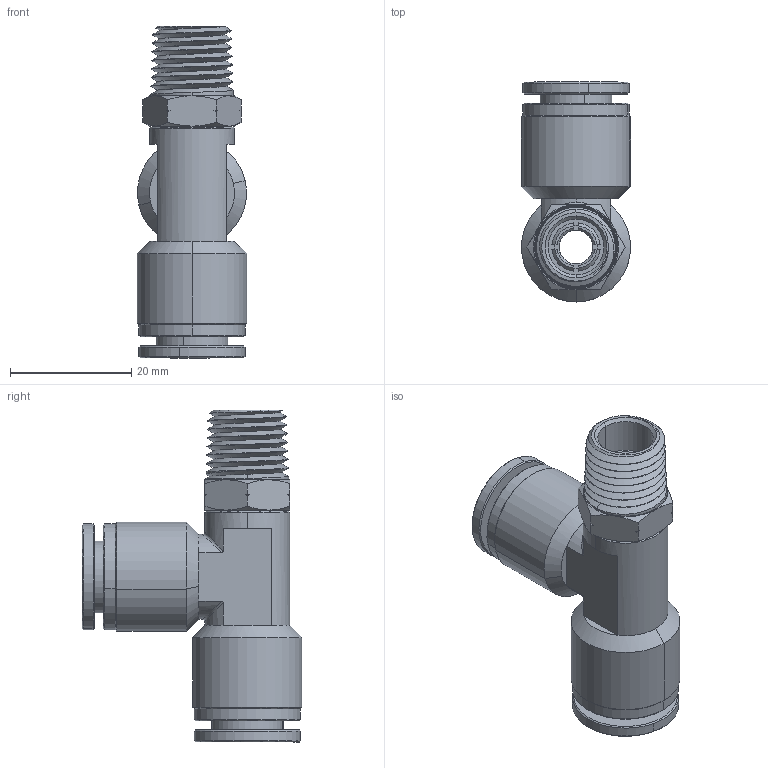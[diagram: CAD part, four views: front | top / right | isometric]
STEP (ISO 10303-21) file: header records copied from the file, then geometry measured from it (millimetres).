
FILE_DESCRIPTION (( 'STEP AP214' ), '1' );
FILE_NAME ('RTS3-8N1-4W.STEP', '2018-07-26T16:50:27', ( '' ), ( '' ), 'SwSTEP 2.0', 'SolidWorks 2016', '' );
FILE_SCHEMA (( 'AUTOMOTIVE_DESIGN' ));
Length unit declared in the file: millimetre
Products named in the file (1): RTS3-8N1-4W
Bounding box: 18 x 36.22 x 54.72 mm (x, y, z)
Volume: 8609 mm3; surface area: 13946.1 mm2
Topology: 12 solids, 12 shells, 898 faces, 2471 edges, 1612 vertices
Faces by surface type: plane 323, cone 307, cylinder 150, bspline 114, torus 4
Entity records: 44620 total; most frequent: CARTESIAN_POINT 13432, ORIENTED_EDGE 4942, DIRECTION 3825, EDGE_CURVE 2471, VERTEX_POINT 1612, AXIS2_PLACEMENT_3D 1550, B_SPLINE_CURVE_WITH_KNOTS 948, EDGE_LOOP 939
